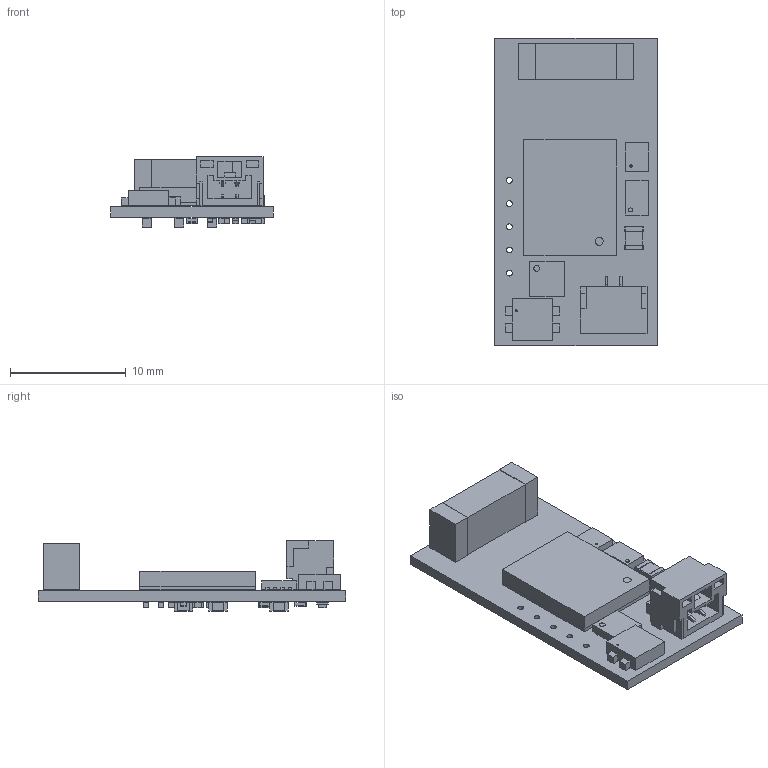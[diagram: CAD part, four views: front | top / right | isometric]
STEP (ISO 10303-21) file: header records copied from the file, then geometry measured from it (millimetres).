
FILE_DESCRIPTION(('KiCad electronic assembly'),'2;1');
FILE_NAME('wAltimeter.step','2025-06-17T16:40:25',('Pcbnew'),('Kicad'), 'Open CASCADE STEP processor 7.9','KiCad to STEP converter','Unknown' );
FILE_SCHEMA(('AUTOMOTIVE_DESIGN { 1 0 10303 214 1 1 1 1 }'));
Length unit declared in the file: millimetre
Products named in the file (17): wAltimeter 1; W3013; term1; term2; body; JST_GH_SM02B-GHS-TB_1x02-1MP_P1.25mm_Horizontal; L_0805_2012Metric; DFN-8-1EP_3x3mm_P0.65mm_EP1.55x2.4mm; Bosch_LGA-8_2x2.5mm_P0.65mm_ClockwisePinNumbering; EVQ_P7_PAN; DFN-8-1EP_3x2mm_P0.5mm_EP1.7x1.6mm; LBAA0QB1SJ-296; C_0603_1608Metric; R_0402_1005Metric; LED_0402_1005Metric; C_0402_1005Metric; wAltimeter_PCB
Assembly tree (29 placements, depth 3):
  wAltimeter 1
    W3013
      term1
      term2
      body
    JST_GH_SM02B-GHS-TB_1x02-1MP_P1.25mm_Horizontal
    L_0805_2012Metric
    DFN-8-1EP_3x3mm_P0.65mm_EP1.55x2.4mm
    Bosch_LGA-8_2x2.5mm_P0.65mm_ClockwisePinNumbering
    EVQ_P7_PAN
    DFN-8-1EP_3x2mm_P0.5mm_EP1.7x1.6mm
    LBAA0QB1SJ-296
    C_0603_1608Metric  x4
    R_0402_1005Metric  x4
    LED_0402_1005Metric  x2
    C_0402_1005Metric  x7
    wAltimeter_PCB
Bounding box: 14 x 26.5 x 6.12 mm (x, y, z)
Volume: 691.2 mm3; surface area: 1893.3 mm2
Topology: 91 solids, 91 shells, 1562 faces, 3798 edges, 2520 vertices
Faces by surface type: plane 1323, cylinder 211, bspline 28
Full cylindrical faces by diameter (mm): 0.175 x1, 0.2 x1, 0.35 x1, 0.5 x6, 0.7 x2
Entity records: 38019 total; most frequent: CARTESIAN_POINT 6100, ORIENTED_EDGE 5626, DIRECTION 5250, EDGE_CURVE 2813, LINE 2598, VECTOR 2598, VERTEX_POINT 1870, AXIS2_PLACEMENT_3D 1326
